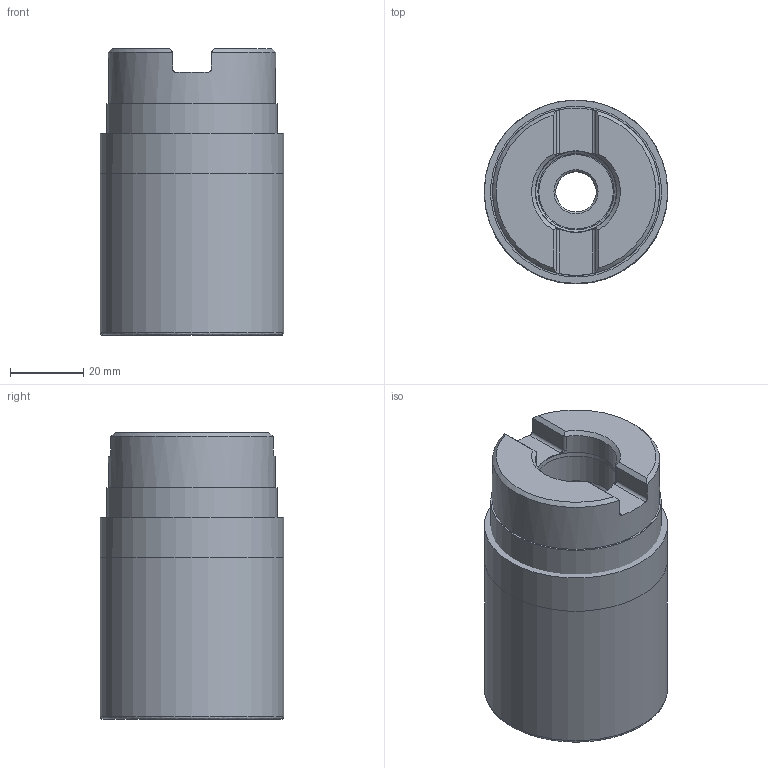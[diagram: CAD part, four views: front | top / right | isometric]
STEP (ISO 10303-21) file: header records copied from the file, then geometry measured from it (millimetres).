
FILE_DESCRIPTION(/* description */ (''),/* implementation_level */ '2;1');
FILE_NAME(/* name */ '50T05R-C90SD12X55_SIM.stp',/* time_stamp */ '2020-12-11T07:46:58+01:00',/* author */ (''),/* organization */ (''),/* preprocessor_version */ 'ST-DEVELOPER v16.7',/* originating_system */ 'SIEMENS PLM Software NX 12.0',/* authorisation */ '');
FILE_SCHEMA (('AUTOMOTIVE_DESIGN { 1 0 10303 214 3 1 1 1 }'));
Length unit declared in the file: millimetre
Products named in the file (1): hm1522F07FB15t8f
Bounding box: 49.99 x 49.99 x 78 mm (x, y, z)
Volume: 190112.2 mm3; surface area: 33775.5 mm2
Topology: 2 solids, 2 shells, 65 faces, 157 edges, 97 vertices
Faces by surface type: cylinder 21, plane 17, cone 13, torus 11, revolution 3
Full cylindrical faces by diameter (mm): 11 x1, 18.1 x1, 22.006 x1, 22.2 x1, 45.5 x1, 46.5 x1, 49.986 x1
Entity records: 1958 total; most frequent: CARTESIAN_POINT 541, DIRECTION 289, ORIENTED_EDGE 256, EDGE_CURVE 128, AXIS2_PLACEMENT_3D 127, EDGE_LOOP 92, VERTEX_POINT 90, ADVANCED_FACE 65
